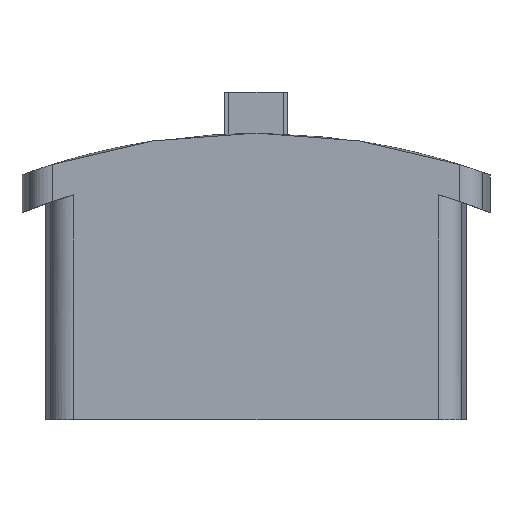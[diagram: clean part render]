
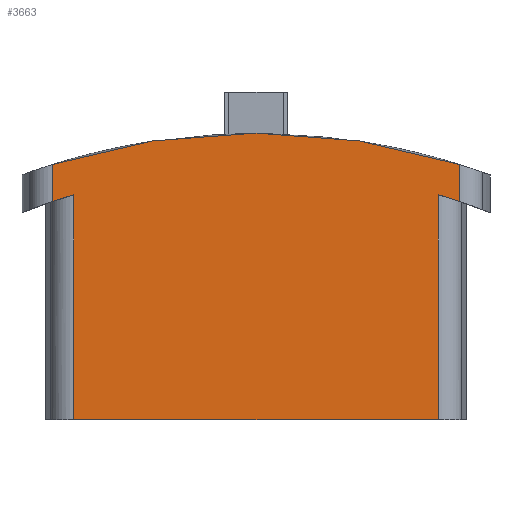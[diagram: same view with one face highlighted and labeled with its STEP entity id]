
A CAD part, top view. The second image highlights one B-rep face of the part: STEP entity #3663.
In plain terms, the highlighted planar face has unit normal (0, 0, 1).
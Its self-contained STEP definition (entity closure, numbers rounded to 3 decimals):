
#30=PLANE('',#3857);
#132=LINE('',#5063,#322);
#143=LINE('',#5135,#333);
#144=LINE('',#5136,#334);
#145=LINE('',#5140,#335);
#146=LINE('',#5141,#336);
#322=VECTOR('',#4174,1000.);
#333=VECTOR('',#4215,1000.);
#334=VECTOR('',#4216,1000.);
#335=VECTOR('',#4219,1000.);
#336=VECTOR('',#4220,1000.);
#496=CIRCLE('',#3824,72.);
#518=CIRCLE('',#3858,68.25);
#519=CIRCLE('',#3859,68.25);
#704=ORIENTED_EDGE('',*,*,#1373,.F.);
#705=ORIENTED_EDGE('',*,*,#1374,.F.);
#706=ORIENTED_EDGE('',*,*,#1315,.T.);
#707=ORIENTED_EDGE('',*,*,#1375,.T.);
#708=ORIENTED_EDGE('',*,*,#1376,.F.);
#709=ORIENTED_EDGE('',*,*,#1377,.T.);
#710=ORIENTED_EDGE('',*,*,#1349,.T.);
#711=ORIENTED_EDGE('',*,*,#1378,.F.);
#1315=EDGE_CURVE('',#1647,#1657,#496,.T.);
#1349=EDGE_CURVE('',#1691,#1690,#132,.T.);
#1373=EDGE_CURVE('',#1706,#1707,#518,.T.);
#1374=EDGE_CURVE('',#1647,#1706,#143,.T.);
#1375=EDGE_CURVE('',#1657,#1708,#144,.T.);
#1376=EDGE_CURVE('',#1709,#1708,#519,.T.);
#1377=EDGE_CURVE('',#1709,#1691,#145,.T.);
#1378=EDGE_CURVE('',#1707,#1690,#146,.T.);
#1647=VERTEX_POINT('',#4896);
#1657=VERTEX_POINT('',#4958);
#1690=VERTEX_POINT('',#5062);
#1691=VERTEX_POINT('',#5064);
#1706=VERTEX_POINT('',#5133);
#1707=VERTEX_POINT('',#5134);
#1708=VERTEX_POINT('',#5137);
#1709=VERTEX_POINT('',#5139);
#1943=EDGE_LOOP('',(#704,#705,#706,#707,#708,#709,#710,#711));
#2184=FACE_BOUND('',#1943,.T.);
#3663=ADVANCED_FACE('',(#2184),#30,.F.);
#3824=AXIS2_PLACEMENT_3D('',#4959,#4118,#4119);
#3857=AXIS2_PLACEMENT_3D('',#5131,#4211,#4212);
#3858=AXIS2_PLACEMENT_3D('',#5132,#4213,#4214);
#3859=AXIS2_PLACEMENT_3D('',#5138,#4217,#4218);
#4118=DIRECTION('',(0.,0.,1.));
#4119=DIRECTION('',(1.,0.,0.));
#4174=DIRECTION('',(1.,0.,0.));
#4211=DIRECTION('',(0.,0.,-1.));
#4212=DIRECTION('',(-1.,0.,0.));
#4213=DIRECTION('',(0.,0.,1.));
#4214=DIRECTION('',(1.,0.,0.));
#4215=DIRECTION('',(0.,-1.,0.));
#4216=DIRECTION('',(0.,-1.,0.));
#4217=DIRECTION('',(0.,0.,1.));
#4218=DIRECTION('',(1.,0.,0.));
#4219=DIRECTION('',(0.,-1.,0.));
#4220=DIRECTION('',(0.,-1.,0.));
#4896=CARTESIAN_POINT('',(21.676,5.21,8.4));
#4958=CARTESIAN_POINT('',(-21.676,5.21,8.4));
#4959=CARTESIAN_POINT('',(0.,-63.45,8.4));
#5062=CARTESIAN_POINT('',(19.414,-21.95,8.4));
#5063=CARTESIAN_POINT('',(-19.414,-21.95,8.4));
#5064=CARTESIAN_POINT('',(-19.414,-21.95,8.4));
#5131=CARTESIAN_POINT('',(-19.414,12.,8.4));
#5132=CARTESIAN_POINT('',(0.,-63.45,8.4));
#5133=CARTESIAN_POINT('',(21.676,1.266,8.4));
#5134=CARTESIAN_POINT('',(19.414,1.981,8.4));
#5135=CARTESIAN_POINT('',(21.676,32.,8.4));
#5136=CARTESIAN_POINT('',(-21.676,32.,8.4));
#5137=CARTESIAN_POINT('',(-21.676,1.266,8.4));
#5138=CARTESIAN_POINT('',(0.,-63.45,8.4));
#5139=CARTESIAN_POINT('',(-19.414,1.981,8.4));
#5140=CARTESIAN_POINT('',(-19.414,12.,8.4));
#5141=CARTESIAN_POINT('',(19.414,12.,8.4));
